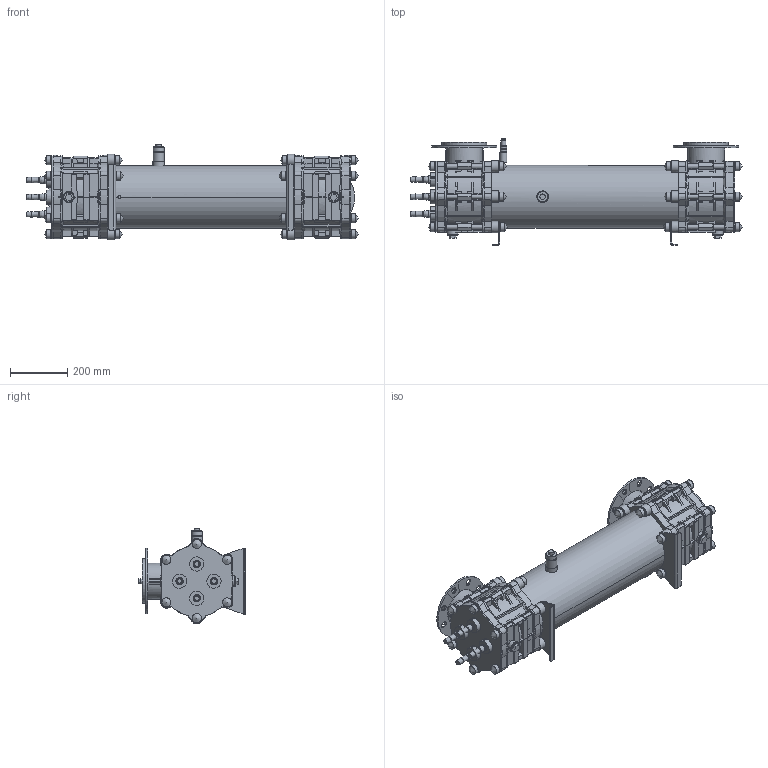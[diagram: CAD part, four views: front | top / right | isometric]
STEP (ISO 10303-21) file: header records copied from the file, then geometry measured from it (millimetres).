
FILE_DESCRIPTION(/* description */ ('CGA_TI-4200-8-4_E10'),/* implementation_level */ '2;1');
FILE_NAME(/* name */ 'V112063333.stp',/* time_stamp */ '2024-05-22T10:30:28+01:00',/* author */ ('thomas.croxson'),/* organization */ (''),/* preprocessor_version */ 'ST-DEVELOPER v18.1',/* originating_system */ 'Autodesk Inventor 2022',/* authorisation */ '');
FILE_SCHEMA (('AUTOMOTIVE_DESIGN { 1 0 10303 214 3 1 1 }'));
Products named in the file (1): V112063333
Bounding box: 1160.89 x 373.55 x 335.05 mm (x, y, z)
Volume: 47639424.3 mm3; surface area: 1649690.9 mm2
Topology: 5 solids, 5 shells, 1991 faces, 5272 edges, 3373 vertices
Faces by surface type: plane 1097, cylinder 475, cone 333, bspline 70, torus 12, sphere 4
Full cylindrical faces by diameter (mm): 10 x2, 12 x4, 14 x4, 16 x24, 17 x5, 19 x3, 22.1 x2, 25 x1, 25.706 x1, 30 x24, 31.482 x24, 38 x2, 38.388 x2, 40 x2, 40.291 x1, 156 x2
Entity records: 67930 total; most frequent: CARTESIAN_POINT 17228, ORIENTED_EDGE 10504, DIRECTION 9945, EDGE_CURVE 5252, AXIS2_PLACEMENT_3D 3524, VERTEX_POINT 3373, LINE 2897, VECTOR 2897
